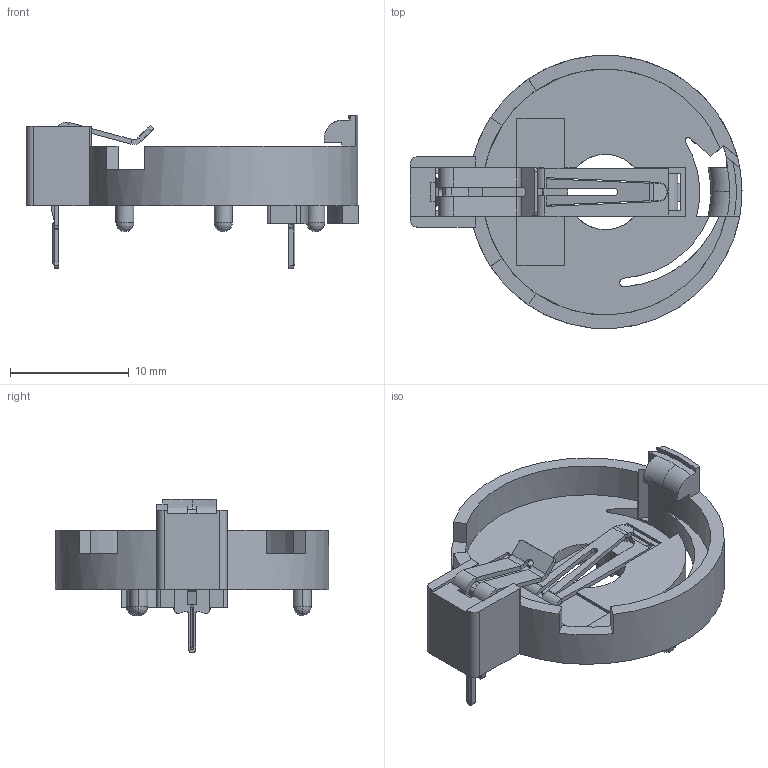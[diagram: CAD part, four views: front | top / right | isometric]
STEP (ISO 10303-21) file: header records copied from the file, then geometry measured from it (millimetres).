
FILE_DESCRIPTION(('FreeCAD Model'),'2;1');
FILE_NAME('Open CASCADE Shape Model','2021-03-23T20:01:01',( 'kicad StepUp'),('ksu MCAD'),'Open CASCADE STEP processor 7.4', 'FreeCAD','Unknown');
FILE_SCHEMA(('AUTOMOTIVE_DESIGN { 1 0 10303 214 1 1 1 1 }'));
Length unit declared in the file: millimetre
Products named in the file (1): 1066.3_sp
Bounding box: 27.94 x 22.99 x 12.93 mm (x, y, z)
Volume: 1206.5 mm3; surface area: 2053 mm2
Topology: 4 solids, 4 shells, 316 faces, 842 edges, 529 vertices
Faces by surface type: plane 195, cylinder 105, revolution 14, torus 2
Entity records: 10802 total; most frequent: CARTESIAN_POINT 1816, DIRECTION 1717, ORIENTED_EDGE 1668, EDGE_CURVE 834, AXIS2_PLACEMENT_3D 570, LINE 563, VECTOR 563, VERTEX_POINT 529
